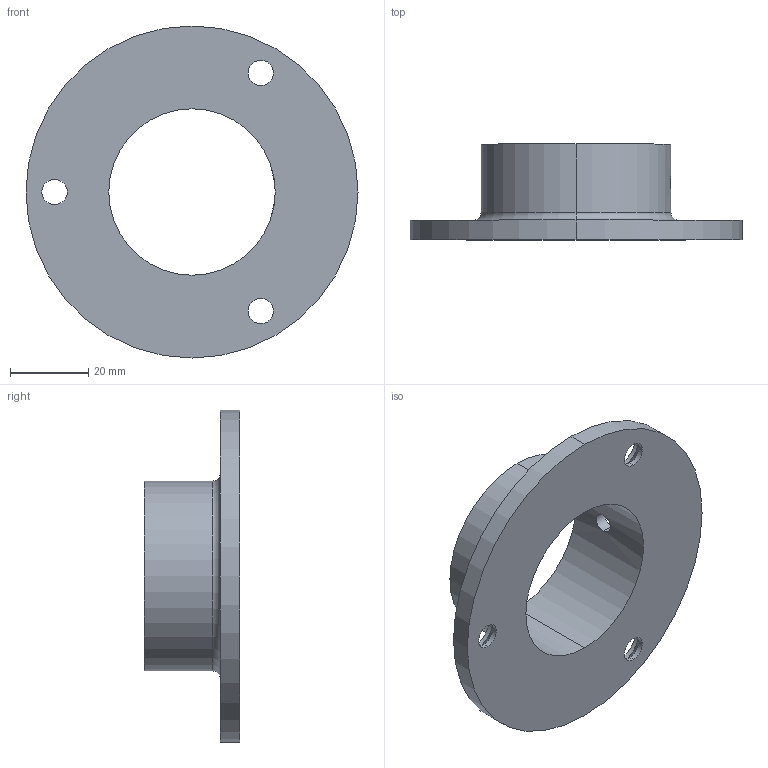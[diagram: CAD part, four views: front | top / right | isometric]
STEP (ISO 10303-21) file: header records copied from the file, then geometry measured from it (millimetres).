
FILE_DESCRIPTION (( 'STEP AP214' ), '1' );
FILE_NAME ('1804209C.STEP', '2019-03-25T11:16:49', ( '' ), ( '' ), 'SwSTEP 2.0', 'SolidWorks 2018', '' );
FILE_SCHEMA (( 'AUTOMOTIVE_DESIGN' ));
Length unit declared in the file: millimetre
Products named in the file (1): 1804209C
Bounding box: 85 x 24.5 x 85 mm (x, y, z)
Volume: 28708.2 mm3; surface area: 16066.8 mm2
Topology: 1 solids, 1 shells, 31 faces, 70 edges, 42 vertices
Faces by surface type: cylinder 20, cone 6, plane 3, torus 2
Entity records: 1046 total; most frequent: CARTESIAN_POINT 272, DIRECTION 170, ORIENTED_EDGE 140, AXIS2_PLACEMENT_3D 72, EDGE_CURVE 70, EDGE_LOOP 42, VERTEX_POINT 42, CIRCLE 40
